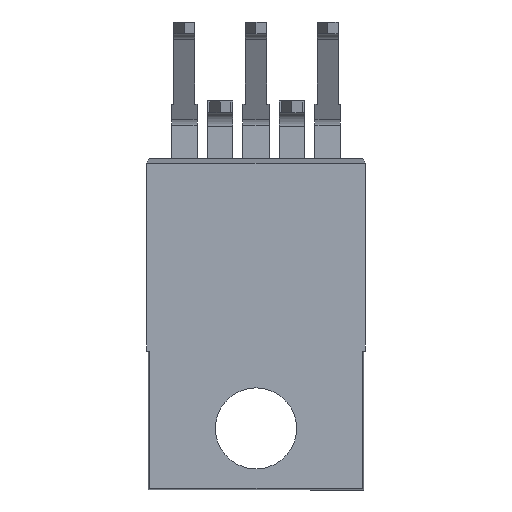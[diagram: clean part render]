
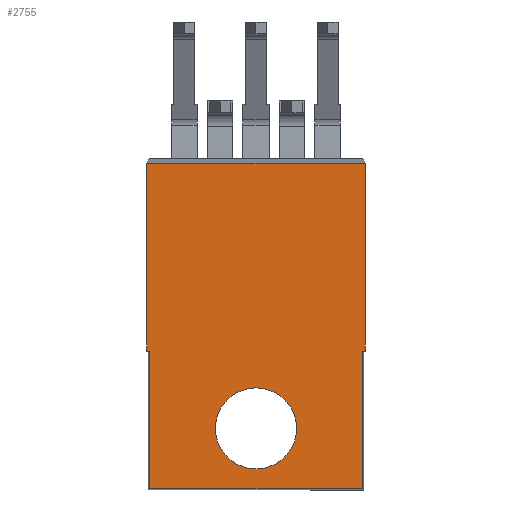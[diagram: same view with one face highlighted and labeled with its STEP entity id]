
A CAD part, front view. The second image highlights one B-rep face of the part: STEP entity #2755.
In plain terms, the highlighted planar face has unit normal (0, -1, 0).
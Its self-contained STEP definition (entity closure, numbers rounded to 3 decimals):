
#2 = ORIENTED_EDGE ( 'NONE', *, *, #12, .T. ) ;
#12 = EDGE_CURVE ( 'NONE', #830, #714, #387, .T. ) ;
#83 = CARTESIAN_POINT ( 'NONE',  ( 5.053, -2.8, -3. ) ) ;
#170 = CARTESIAN_POINT ( 'NONE',  ( -5.2, -2.8, 3.675 ) ) ;
#226 = DIRECTION ( 'NONE',  ( 0., 0., -1. ) ) ;
#245 = ORIENTED_EDGE ( 'NONE', *, *, #2475, .F. ) ;
#250 = VERTEX_POINT ( 'NONE', #2971 ) ;
#280 = CARTESIAN_POINT ( 'NONE',  ( 5.125, -2.8, 3.675 ) ) ;
#313 = CARTESIAN_POINT ( 'NONE',  ( 0., -2.8, 0. ) ) ;
#321 = ORIENTED_EDGE ( 'NONE', *, *, #3051, .F. ) ;
#326 = LINE ( 'NONE', #2762, #1048 ) ;
#351 = CARTESIAN_POINT ( 'NONE',  ( 5.125, -2.8, 3.675 ) ) ;
#387 = LINE ( 'NONE', #280, #1701 ) ;
#511 = DIRECTION ( 'NONE',  ( 0., -1., 0. ) ) ;
#550 = AXIS2_PLACEMENT_3D ( 'NONE', #313, #511, #817 ) ;
#708 = LINE ( 'NONE', #3245, #3327 ) ;
#714 = VERTEX_POINT ( 'NONE', #2589 ) ;
#725 = EDGE_CURVE ( 'NONE', #2723, #714, #708, .T. ) ;
#727 = LINE ( 'NONE', #2319, #1704 ) ;
#743 = EDGE_CURVE ( 'NONE', #2128, #2457, #2145, .T. ) ;
#796 = EDGE_CURVE ( 'NONE', #1310, #250, #2898, .T. ) ;
#817 = DIRECTION ( 'NONE',  ( 0., 0., 1. ) ) ;
#830 = VERTEX_POINT ( 'NONE', #170 ) ;
#839 = ORIENTED_EDGE ( 'NONE', *, *, #2037, .T. ) ;
#1036 = CARTESIAN_POINT ( 'NONE',  ( -5.2, -2.8, -2.853 ) ) ;
#1048 = VECTOR ( 'NONE', #2458, 1000. ) ;
#1077 = ORIENTED_EDGE ( 'NONE', *, *, #725, .F. ) ;
#1132 = EDGE_CURVE ( 'NONE', #2128, #1400, #1244, .T. ) ;
#1213 = DIRECTION ( 'NONE',  ( 0., 0., 1. ) ) ;
#1215 = LINE ( 'NONE', #1036, #1677 ) ;
#1244 = LINE ( 'NONE', #351, #2503 ) ;
#1310 = VERTEX_POINT ( 'NONE', #3755 ) ;
#1397 = VECTOR ( 'NONE', #1954, 1000. ) ;
#1400 = VERTEX_POINT ( 'NONE', #1712 ) ;
#1449 = FACE_BOUND ( 'NONE', #2988, .T. ) ;
#1613 = DIRECTION ( 'NONE',  ( 0., 0., -1. ) ) ;
#1677 = VECTOR ( 'NONE', #2931, 1000. ) ;
#1701 = VECTOR ( 'NONE', #3583, 1000. ) ;
#1704 = VECTOR ( 'NONE', #226, 1000. ) ;
#1712 = CARTESIAN_POINT ( 'NONE',  ( 5.2, -2.8, 3.675 ) ) ;
#1761 = DIRECTION ( 'NONE',  ( 0., 1., 0. ) ) ;
#1842 = CARTESIAN_POINT ( 'NONE',  ( -5.2, -2.8, 12.59 ) ) ;
#1882 = CARTESIAN_POINT ( 'NONE',  ( 0., -2.8, 0. ) ) ;
#1954 = DIRECTION ( 'NONE',  ( 0., 0., 1. ) ) ;
#2009 = FACE_OUTER_BOUND ( 'NONE', #2998, .T. ) ;
#2037 = EDGE_CURVE ( 'NONE', #1400, #3300, #3655, .T. ) ;
#2074 = AXIS2_PLACEMENT_3D ( 'NONE', #1882, #2310, #3031 ) ;
#2101 = VERTEX_POINT ( 'NONE', #1842 ) ;
#2128 = VERTEX_POINT ( 'NONE', #2430 ) ;
#2145 = LINE ( 'NONE', #83, #2713 ) ;
#2165 = EDGE_CURVE ( 'NONE', #2101, #830, #727, .T. ) ;
#2306 = CARTESIAN_POINT ( 'NONE',  ( -5.053, -2.8, -2.853 ) ) ;
#2310 = DIRECTION ( 'NONE',  ( 0., -1., 0. ) ) ;
#2319 = CARTESIAN_POINT ( 'NONE',  ( -5.2, -2.8, 3.675 ) ) ;
#2344 = CIRCLE ( 'NONE', #550, 1.925 ) ;
#2349 = DIRECTION ( 'NONE',  ( 1., 0., 0. ) ) ;
#2430 = CARTESIAN_POINT ( 'NONE',  ( 5.053, -2.8, 3.675 ) ) ;
#2457 = VERTEX_POINT ( 'NONE', #3057 ) ;
#2458 = DIRECTION ( 'NONE',  ( 1., 0., 0. ) ) ;
#2459 = ORIENTED_EDGE ( 'NONE', *, *, #2165, .T. ) ;
#2475 = EDGE_CURVE ( 'NONE', #2457, #2723, #1215, .T. ) ;
#2503 = VECTOR ( 'NONE', #2349, 1000. ) ;
#2589 = CARTESIAN_POINT ( 'NONE',  ( -5.053, -2.8, 3.675 ) ) ;
#2619 = CARTESIAN_POINT ( 'NONE',  ( 5.2, -2.8, 12.8 ) ) ;
#2654 = EDGE_CURVE ( 'NONE', #250, #1310, #2344, .T. ) ;
#2708 = AXIS2_PLACEMENT_3D ( 'NONE', #3567, #1761, #3260 ) ;
#2713 = VECTOR ( 'NONE', #1613, 1000. ) ;
#2723 = VERTEX_POINT ( 'NONE', #2306 ) ;
#2755 = ADVANCED_FACE ( 'NONE', ( #2009, #1449 ), #2965, .F. ) ;
#2762 = CARTESIAN_POINT ( 'NONE',  ( -5.2, -2.8, 12.59 ) ) ;
#2883 = ORIENTED_EDGE ( 'NONE', *, *, #1132, .T. ) ;
#2898 = CIRCLE ( 'NONE', #2074, 1.925 ) ;
#2922 = ORIENTED_EDGE ( 'NONE', *, *, #2654, .F. ) ;
#2931 = DIRECTION ( 'NONE',  ( -1., 0., 0. ) ) ;
#2965 = PLANE ( 'NONE',  #2708 ) ;
#2971 = CARTESIAN_POINT ( 'NONE',  ( 0., -2.8, 1.925 ) ) ;
#2988 = EDGE_LOOP ( 'NONE', ( #2922, #3621 ) ) ;
#2998 = EDGE_LOOP ( 'NONE', ( #839, #321, #2459, #2, #1077, #245, #3832, #2883 ) ) ;
#3031 = DIRECTION ( 'NONE',  ( 0., 0., 1. ) ) ;
#3051 = EDGE_CURVE ( 'NONE', #2101, #3300, #326, .T. ) ;
#3057 = CARTESIAN_POINT ( 'NONE',  ( 5.053, -2.8, -2.853 ) ) ;
#3245 = CARTESIAN_POINT ( 'NONE',  ( -5.053, -2.8, -3. ) ) ;
#3260 = DIRECTION ( 'NONE',  ( 0., 0., 1. ) ) ;
#3300 = VERTEX_POINT ( 'NONE', #3516 ) ;
#3327 = VECTOR ( 'NONE', #1213, 1000. ) ;
#3516 = CARTESIAN_POINT ( 'NONE',  ( 5.2, -2.8, 12.59 ) ) ;
#3567 = CARTESIAN_POINT ( 'NONE',  ( -5.2, -2.8, -3. ) ) ;
#3583 = DIRECTION ( 'NONE',  ( 1., 0., 0. ) ) ;
#3621 = ORIENTED_EDGE ( 'NONE', *, *, #796, .F. ) ;
#3655 = LINE ( 'NONE', #2619, #1397 ) ;
#3755 = CARTESIAN_POINT ( 'NONE',  ( 0., -2.8, -1.925 ) ) ;
#3832 = ORIENTED_EDGE ( 'NONE', *, *, #743, .F. ) ;
